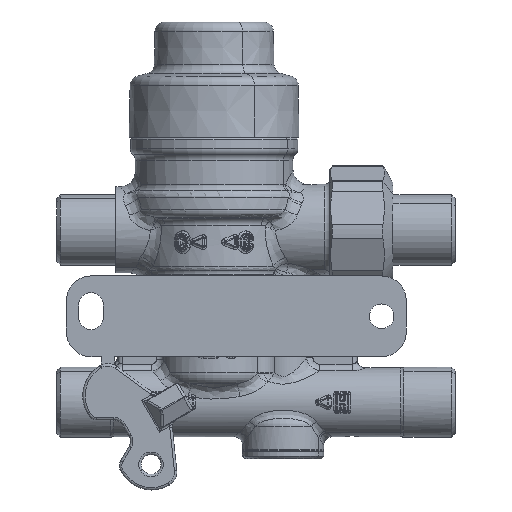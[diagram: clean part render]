
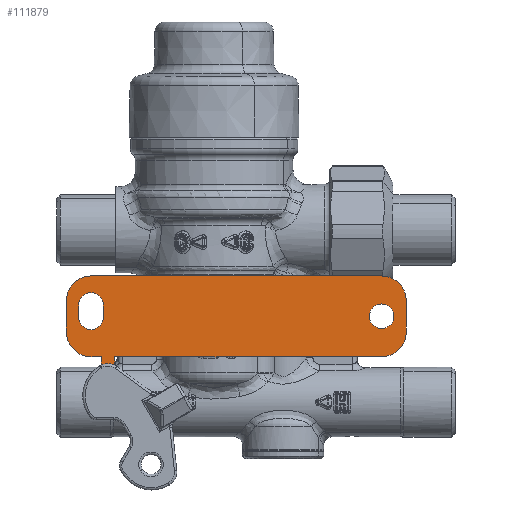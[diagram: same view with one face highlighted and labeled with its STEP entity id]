
A CAD part, left-side view. The second image highlights one B-rep face of the part: STEP entity #111879.
In plain terms, the highlighted planar face has unit normal (-1, 0, 0).
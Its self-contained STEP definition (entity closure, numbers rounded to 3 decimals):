
#108869=CARTESIAN_POINT('Vertex',(-27.,27.5,-3.25)) ;
#108883=CARTESIAN_POINT('Vertex',(-27.,22.5,-3.25)) ;
#108886=CARTESIAN_POINT('Axis2P3D Location',(-27.,25.,-3.25)) ;
#108914=CARTESIAN_POINT('Vertex',(-27.,22.5,-5.75)) ;
#108917=CARTESIAN_POINT('Line Origine',(-27.,22.5,-4.5)) ;
#108945=CARTESIAN_POINT('Vertex',(-27.,27.5,-5.75)) ;
#108948=CARTESIAN_POINT('Axis2P3D Location',(-27.,25.,-5.75)) ;
#108970=CARTESIAN_POINT('Line Origine',(-27.,27.5,-4.5)) ;
#108993=CARTESIAN_POINT('Vertex',(-27.,-34.,-3.05)) ;
#109007=CARTESIAN_POINT('Vertex',(-27.,-34.,-8.05)) ;
#109010=CARTESIAN_POINT('Axis2P3D Location',(-27.,-34.,-5.55)) ;
#109027=CARTESIAN_POINT('Axis2P3D Location',(-27.,-34.,-5.55)) ;
#109050=CARTESIAN_POINT('Vertex',(-27.,-34.,2.65)) ;
#109053=CARTESIAN_POINT('Axis2P3D Location',(-27.,-34.,-2.35)) ;
#109057=CARTESIAN_POINT('Vertex',(-27.,-39.,-2.35)) ;
#109121=CARTESIAN_POINT('Vertex',(-27.,30.,-2.35)) ;
#109124=CARTESIAN_POINT('Axis2P3D Location',(-27.,25.,-2.35)) ;
#109128=CARTESIAN_POINT('Vertex',(-27.,25.,2.65)) ;
#109192=CARTESIAN_POINT('Vertex',(-27.,30.,-8.75)) ;
#109195=CARTESIAN_POINT('Line Origine',(-27.,30.,-5.55)) ;
#109247=CARTESIAN_POINT('Vertex',(-27.,25.,-13.75)) ;
#109250=CARTESIAN_POINT('Axis2P3D Location',(-27.,25.,-8.75)) ;
#109296=CARTESIAN_POINT('Line Origine',(-27.,-39.,-5.55)) ;
#109300=CARTESIAN_POINT('Vertex',(-27.,-39.,-8.75)) ;
#109351=CARTESIAN_POINT('Axis2P3D Location',(-27.,-34.,-8.75)) ;
#109355=CARTESIAN_POINT('Vertex',(-27.,-34.,-13.75)) ;
#110657=CARTESIAN_POINT('Line Origine',(-27.,23.95,-13.75)) ;
#110661=CARTESIAN_POINT('Vertex',(-27.,22.9,-13.75)) ;
#110674=CARTESIAN_POINT('Line Origine',(-27.,-6.9,-13.75)) ;
#110678=CARTESIAN_POINT('Vertex',(-27.,20.2,-13.75)) ;
#111130=CARTESIAN_POINT('Line Origine',(-27.,-4.5,2.65)) ;
#111831=CARTESIAN_POINT('Axis2P3D Location',(-27.,20.,-13.75)) ;
#111836=CARTESIAN_POINT('Line Origine',(-27.,22.9,-14.606)) ;
#111840=CARTESIAN_POINT('Vertex',(-27.,22.9,-15.461)) ;
#111843=CARTESIAN_POINT('Axis2P3D Location',(-27.,21.563,-18.147)) ;
#111847=CARTESIAN_POINT('Vertex',(-27.,20.2,-15.474)) ;
#111850=CARTESIAN_POINT('Line Origine',(-27.,20.2,-14.612)) ;
#108887=DIRECTION('Axis2P3D Direction',(1.,0.,0.)) ;
#108918=DIRECTION('Vector Direction',(0.,0.,1.)) ;
#108949=DIRECTION('Axis2P3D Direction',(1.,0.,0.)) ;
#108971=DIRECTION('Vector Direction',(0.,0.,1.)) ;
#109011=DIRECTION('Axis2P3D Direction',(1.,0.,0.)) ;
#109028=DIRECTION('Axis2P3D Direction',(1.,0.,0.)) ;
#109054=DIRECTION('Axis2P3D Direction',(-1.,0.,0.)) ;
#109125=DIRECTION('Axis2P3D Direction',(-1.,0.,0.)) ;
#109196=DIRECTION('Vector Direction',(0.,0.,-1.)) ;
#109251=DIRECTION('Axis2P3D Direction',(-1.,0.,0.)) ;
#109297=DIRECTION('Vector Direction',(0.,0.,1.)) ;
#109352=DIRECTION('Axis2P3D Direction',(-1.,0.,0.)) ;
#110658=DIRECTION('Vector Direction',(0.,1.,0.)) ;
#110675=DIRECTION('Vector Direction',(0.,1.,0.)) ;
#111131=DIRECTION('Vector Direction',(0.,-1.,0.)) ;
#111832=DIRECTION('Axis2P3D Direction',(1.,0.,0.)) ;
#111833=DIRECTION('Axis2P3D XDirection',(0.,0.,1.)) ;
#111837=DIRECTION('Vector Direction',(0.,0.,-1.)) ;
#111844=DIRECTION('Axis2P3D Direction',(1.,0.,0.)) ;
#111851=DIRECTION('Vector Direction',(0.,0.,1.)) ;
#108888=AXIS2_PLACEMENT_3D('Circle Axis2P3D',#108886,#108887,$) ;
#108950=AXIS2_PLACEMENT_3D('Circle Axis2P3D',#108948,#108949,$) ;
#109012=AXIS2_PLACEMENT_3D('Circle Axis2P3D',#109010,#109011,$) ;
#109029=AXIS2_PLACEMENT_3D('Circle Axis2P3D',#109027,#109028,$) ;
#109055=AXIS2_PLACEMENT_3D('Circle Axis2P3D',#109053,#109054,$) ;
#109126=AXIS2_PLACEMENT_3D('Circle Axis2P3D',#109124,#109125,$) ;
#109252=AXIS2_PLACEMENT_3D('Circle Axis2P3D',#109250,#109251,$) ;
#109353=AXIS2_PLACEMENT_3D('Circle Axis2P3D',#109351,#109352,$) ;
#111834=AXIS2_PLACEMENT_3D('Plane Axis2P3D',#111831,#111832,#111833) ;
#111845=AXIS2_PLACEMENT_3D('Circle Axis2P3D',#111843,#111844,$) ;
#111856=ORIENTED_EDGE('',*,*,#109130,.F.) ;
#111857=ORIENTED_EDGE('',*,*,#109199,.F.) ;
#111858=ORIENTED_EDGE('',*,*,#109254,.F.) ;
#111859=ORIENTED_EDGE('',*,*,#110663,.F.) ;
#111860=ORIENTED_EDGE('',*,*,#111842,.T.) ;
#111861=ORIENTED_EDGE('',*,*,#111849,.F.) ;
#111862=ORIENTED_EDGE('',*,*,#111854,.T.) ;
#111863=ORIENTED_EDGE('',*,*,#110680,.F.) ;
#111864=ORIENTED_EDGE('',*,*,#109357,.F.) ;
#111865=ORIENTED_EDGE('',*,*,#109302,.F.) ;
#111866=ORIENTED_EDGE('',*,*,#109059,.F.) ;
#111867=ORIENTED_EDGE('',*,*,#111134,.F.) ;
#111870=ORIENTED_EDGE('',*,*,#108890,.T.) ;
#111871=ORIENTED_EDGE('',*,*,#108921,.T.) ;
#111872=ORIENTED_EDGE('',*,*,#108952,.T.) ;
#111873=ORIENTED_EDGE('',*,*,#108974,.T.) ;
#111876=ORIENTED_EDGE('',*,*,#109014,.T.) ;
#111877=ORIENTED_EDGE('',*,*,#109031,.T.) ;
#111874=FACE_BOUND('',#111869,.T.) ;
#111878=FACE_BOUND('',#111875,.T.) ;
#108919=VECTOR('Line Direction',#108918,1.) ;
#108972=VECTOR('Line Direction',#108971,1.) ;
#109197=VECTOR('Line Direction',#109196,1.) ;
#109298=VECTOR('Line Direction',#109297,1.) ;
#110659=VECTOR('Line Direction',#110658,1.) ;
#110676=VECTOR('Line Direction',#110675,1.) ;
#111132=VECTOR('Line Direction',#111131,1.) ;
#111838=VECTOR('Line Direction',#111837,1.) ;
#111852=VECTOR('Line Direction',#111851,1.) ;
#111879=ADVANCED_FACE('PartBody',(#111868,#111874,#111878),#111835,.F.) ;
#108889=CIRCLE('generated circle',#108888,2.5) ;
#108951=CIRCLE('generated circle',#108950,2.5) ;
#109013=CIRCLE('generated circle',#109012,2.5) ;
#109030=CIRCLE('generated circle',#109029,2.5) ;
#109056=CIRCLE('generated circle',#109055,5.) ;
#109127=CIRCLE('generated circle',#109126,5.) ;
#109253=CIRCLE('generated circle',#109252,5.) ;
#109354=CIRCLE('generated circle',#109353,5.) ;
#111846=CIRCLE('generated circle',#111845,3.) ;
#108890=EDGE_CURVE('',#108870,#108884,#108889,.T.) ;
#108921=EDGE_CURVE('',#108884,#108915,#108920,.F.) ;
#108952=EDGE_CURVE('',#108915,#108946,#108951,.T.) ;
#108974=EDGE_CURVE('',#108946,#108870,#108973,.T.) ;
#109014=EDGE_CURVE('',#108994,#109008,#109013,.T.) ;
#109031=EDGE_CURVE('',#109008,#108994,#109030,.T.) ;
#109059=EDGE_CURVE('',#109051,#109058,#109056,.F.) ;
#109130=EDGE_CURVE('',#109122,#109129,#109127,.F.) ;
#109199=EDGE_CURVE('',#109193,#109122,#109198,.F.) ;
#109254=EDGE_CURVE('',#109248,#109193,#109253,.F.) ;
#109302=EDGE_CURVE('',#109058,#109301,#109299,.F.) ;
#109357=EDGE_CURVE('',#109301,#109356,#109354,.F.) ;
#110663=EDGE_CURVE('',#110662,#109248,#110660,.T.) ;
#110680=EDGE_CURVE('',#109356,#110679,#110677,.T.) ;
#111134=EDGE_CURVE('',#109129,#109051,#111133,.T.) ;
#111842=EDGE_CURVE('',#110662,#111841,#111839,.T.) ;
#111849=EDGE_CURVE('',#111848,#111841,#111846,.F.) ;
#111854=EDGE_CURVE('',#111848,#110679,#111853,.T.) ;
#111855=EDGE_LOOP('',(#111856,#111857,#111858,#111859,#111860,#111861,#111862,#111863,#111864,#111865,#111866,#111867)) ;
#111869=EDGE_LOOP('',(#111870,#111871,#111872,#111873)) ;
#111875=EDGE_LOOP('',(#111876,#111877)) ;
#111868=FACE_OUTER_BOUND('',#111855,.T.) ;
#108920=LINE('Line',#108917,#108919) ;
#108973=LINE('Line',#108970,#108972) ;
#109198=LINE('Line',#109195,#109197) ;
#109299=LINE('Line',#109296,#109298) ;
#110660=LINE('Line',#110657,#110659) ;
#110677=LINE('Line',#110674,#110676) ;
#111133=LINE('Line',#111130,#111132) ;
#111839=LINE('Line',#111836,#111838) ;
#111853=LINE('Line',#111850,#111852) ;
#111835=PLANE('',#111834) ;
#108870=VERTEX_POINT('',#108869) ;
#108884=VERTEX_POINT('',#108883) ;
#108915=VERTEX_POINT('',#108914) ;
#108946=VERTEX_POINT('',#108945) ;
#108994=VERTEX_POINT('',#108993) ;
#109008=VERTEX_POINT('',#109007) ;
#109051=VERTEX_POINT('',#109050) ;
#109058=VERTEX_POINT('',#109057) ;
#109122=VERTEX_POINT('',#109121) ;
#109129=VERTEX_POINT('',#109128) ;
#109193=VERTEX_POINT('',#109192) ;
#109248=VERTEX_POINT('',#109247) ;
#109301=VERTEX_POINT('',#109300) ;
#109356=VERTEX_POINT('',#109355) ;
#110662=VERTEX_POINT('',#110661) ;
#110679=VERTEX_POINT('',#110678) ;
#111841=VERTEX_POINT('',#111840) ;
#111848=VERTEX_POINT('',#111847) ;
